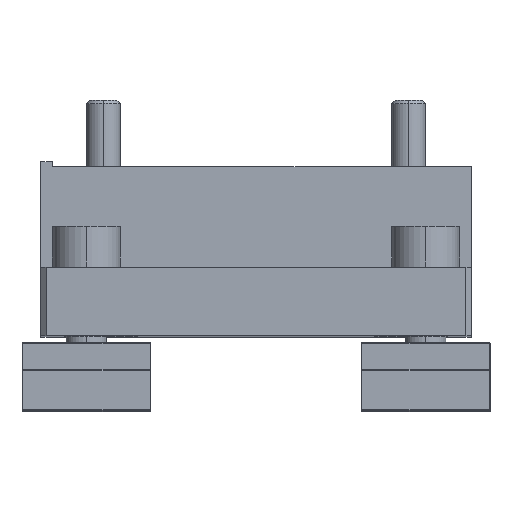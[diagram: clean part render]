
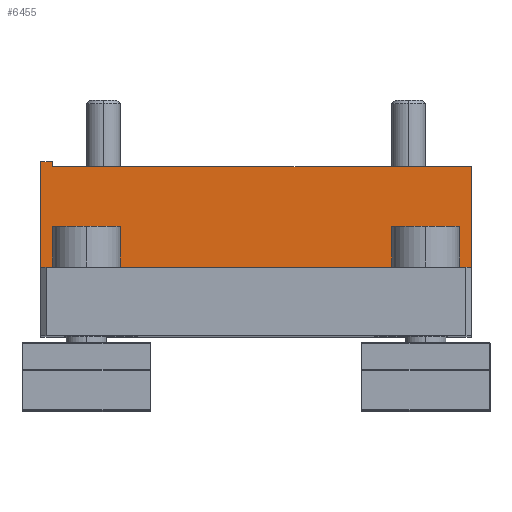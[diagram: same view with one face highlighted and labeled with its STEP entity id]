
A CAD part, top view. The second image highlights one B-rep face of the part: STEP entity #6455.
In plain terms, the highlighted planar face has unit normal (0, 0, 1).
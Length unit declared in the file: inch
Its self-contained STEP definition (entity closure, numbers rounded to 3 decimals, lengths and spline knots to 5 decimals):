
#50 = EDGE_CURVE ( 'NONE', #7374, #284, #10618, .T. ) ;
#204 = CARTESIAN_POINT ( 'NONE',  ( 1.25, 0.98425, 1.25 ) ) ;
#271 = CARTESIAN_POINT ( 'NONE',  ( 1.25, 0.98425, 1.25 ) ) ;
#284 = VERTEX_POINT ( 'NONE', #11288 ) ;
#973 = EDGE_CURVE ( 'NONE', #9283, #5896, #2413, .T. ) ;
#1466 = DIRECTION ( 'NONE',  ( 1., 0., 0. ) ) ;
#1922 = ORIENTED_EDGE ( 'NONE', *, *, #50, .F. ) ;
#2036 = VECTOR ( 'NONE', #6307, 39.37008 ) ;
#2132 = VECTOR ( 'NONE', #9973, 39.37008 ) ;
#2236 = ORIENTED_EDGE ( 'NONE', *, *, #973, .T. ) ;
#2413 = LINE ( 'NONE', #6685, #10295 ) ;
#2472 = VECTOR ( 'NONE', #8679, 39.37008 ) ;
#3025 = CARTESIAN_POINT ( 'NONE',  ( -1.25, 1.01425, 1.25 ) ) ;
#3661 = VECTOR ( 'NONE', #5709, 39.37008 ) ;
#3976 = EDGE_CURVE ( 'NONE', #284, #4767, #5056, .T. ) ;
#4008 = VECTOR ( 'NONE', #4976, 39.37008 ) ;
#4309 = DIRECTION ( 'NONE',  ( 0., 0., -1. ) ) ;
#4767 = VERTEX_POINT ( 'NONE', #271 ) ;
#4976 = DIRECTION ( 'NONE',  ( 0., -1., 0. ) ) ;
#4978 = ORIENTED_EDGE ( 'NONE', *, *, #7406, .F. ) ;
#5056 = LINE ( 'NONE', #9506, #2472 ) ;
#5062 = CARTESIAN_POINT ( 'NONE',  ( -1.25, 1.01425, 1.25 ) ) ;
#5624 = CARTESIAN_POINT ( 'NONE',  ( 1.25, 0.4, 1.25 ) ) ;
#5709 = DIRECTION ( 'NONE',  ( 0., -1., 0. ) ) ;
#5896 = VERTEX_POINT ( 'NONE', #5624 ) ;
#6307 = DIRECTION ( 'NONE',  ( 0., -1., 0. ) ) ;
#6441 = CARTESIAN_POINT ( 'NONE',  ( -1.1811, 1.01425, 1.25 ) ) ;
#6455 = ADVANCED_FACE ( 'NONE', ( #8841 ), #8584, .F. ) ;
#6685 = CARTESIAN_POINT ( 'NONE',  ( -1.25, 0.4, 1.25 ) ) ;
#6789 = ORIENTED_EDGE ( 'NONE', *, *, #3976, .F. ) ;
#7029 = LINE ( 'NONE', #3025, #2132 ) ;
#7374 = VERTEX_POINT ( 'NONE', #6441 ) ;
#7406 = EDGE_CURVE ( 'NONE', #8068, #7374, #7029, .T. ) ;
#7425 = CARTESIAN_POINT ( 'NONE',  ( -1.1811, 1.01425, 1.25 ) ) ;
#7486 = ORIENTED_EDGE ( 'NONE', *, *, #8342, .F. ) ;
#8068 = VERTEX_POINT ( 'NONE', #5062 ) ;
#8342 = EDGE_CURVE ( 'NONE', #4767, #5896, #8979, .T. ) ;
#8489 = CARTESIAN_POINT ( 'NONE',  ( -1.25, 0.4, 1.25 ) ) ;
#8584 = PLANE ( 'NONE',  #10157 ) ;
#8679 = DIRECTION ( 'NONE',  ( 1., 0., 0. ) ) ;
#8754 = EDGE_LOOP ( 'NONE', ( #10251, #2236, #7486, #6789, #1922, #4978 ) ) ;
#8841 = FACE_OUTER_BOUND ( 'NONE', #8754, .T. ) ;
#8923 = LINE ( 'NONE', #9308, #4008 ) ;
#8979 = LINE ( 'NONE', #204, #2036 ) ;
#9283 = VERTEX_POINT ( 'NONE', #8489 ) ;
#9308 = CARTESIAN_POINT ( 'NONE',  ( -1.25, 0.98425, 1.25 ) ) ;
#9498 = CARTESIAN_POINT ( 'NONE',  ( -1.25, 0.98425, 1.25 ) ) ;
#9506 = CARTESIAN_POINT ( 'NONE',  ( -1.25, 0.98425, 1.25 ) ) ;
#9973 = DIRECTION ( 'NONE',  ( 1., 0., 0. ) ) ;
#10157 = AXIS2_PLACEMENT_3D ( 'NONE', #9498, #4309, #10396 ) ;
#10251 = ORIENTED_EDGE ( 'NONE', *, *, #10275, .T. ) ;
#10275 = EDGE_CURVE ( 'NONE', #8068, #9283, #8923, .T. ) ;
#10295 = VECTOR ( 'NONE', #1466, 39.37008 ) ;
#10396 = DIRECTION ( 'NONE',  ( -1., 0., 0. ) ) ;
#10618 = LINE ( 'NONE', #7425, #3661 ) ;
#11288 = CARTESIAN_POINT ( 'NONE',  ( -1.1811, 0.98425, 1.25 ) ) ;
